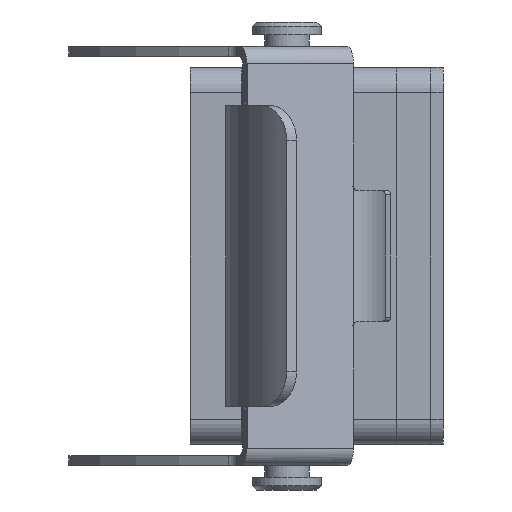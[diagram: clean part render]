
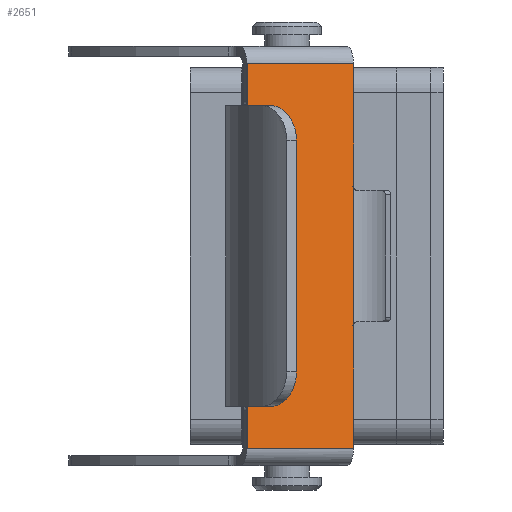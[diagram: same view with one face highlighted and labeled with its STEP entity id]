
A CAD part, left-side view. The second image highlights one B-rep face of the part: STEP entity #2651.
In plain terms, the highlighted planar face has unit normal (-0.918, -0.395, 0).
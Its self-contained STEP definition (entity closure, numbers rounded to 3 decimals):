
#693 = ORIENTED_EDGE ( 'NONE', *, *, #3108, .T. ) ;
#694 = ORIENTED_EDGE ( 'NONE', *, *, #3258, .T. ) ;
#700 = ORIENTED_EDGE ( 'NONE', *, *, #3011, .T. ) ;
#701 = ORIENTED_EDGE ( 'NONE', *, *, #3176, .T. ) ;
#702 = ORIENTED_EDGE ( 'NONE', *, *, #3013, .T. ) ;
#703 = ORIENTED_EDGE ( 'NONE', *, *, #3113, .T. ) ;
#1675 = DIRECTION ( 'NONE',  ( 0.919, 0.395, 0. ) ) ;
#1676 = DIRECTION ( 'NONE',  ( -0.395, 0.919, 0. ) ) ;
#1677 = PLANE ( 'NONE',  #2489 ) ;
#1678 = CARTESIAN_POINT ( 'NONE',  ( 0.889, 21.42, -46.4 ) ) ;
#2069 = VECTOR ( 'NONE', #7650, 1000. ) ;
#2072 = VECTOR ( 'NONE', #7654, 1000. ) ;
#2198 = VECTOR ( 'NONE', #7954, 1000. ) ;
#2205 = VECTOR ( 'NONE', #7964, 1000. ) ;
#2489 = AXIS2_PLACEMENT_3D ( 'NONE', #1678, #1675, #1676 ) ;
#2651 = ADVANCED_FACE ( 'NONE', ( #6180 ), #1677, .F. ) ;
#3011 = EDGE_CURVE ( 'NONE', #9030, #9087, #7137, .T. ) ;
#3013 = EDGE_CURVE ( 'NONE', #8979, #9031, #7139, .T. ) ;
#3108 = EDGE_CURVE ( 'NONE', #8985, #8979, #7147, .T. ) ;
#3113 = EDGE_CURVE ( 'NONE', #9095, #8985, #7198, .T. ) ;
#3176 = EDGE_CURVE ( 'NONE', #9031, #9030, #7227, .T. ) ;
#3258 = EDGE_CURVE ( 'NONE', #9087, #9095, #7282, .T. ) ;
#5819 = EDGE_LOOP ( 'NONE', ( #694, #703, #693, #702, #701, #700 ) ) ;
#6180 = FACE_OUTER_BOUND ( 'NONE', #5819, .T. ) ;
#6296 = VECTOR ( 'NONE', #8132, 1000. ) ;
#6410 = VECTOR ( 'NONE', #8335, 1000. ) ;
#7137 = LINE ( 'NONE', #7649, #2069 ) ;
#7139 = LINE ( 'NONE', #7653, #2072 ) ;
#7147 = LINE ( 'NONE', #7953, #2198 ) ;
#7198 = LINE ( 'NONE', #7963, #2205 ) ;
#7227 = LINE ( 'NONE', #8131, #6296 ) ;
#7282 = LINE ( 'NONE', #8334, #6410 ) ;
#7649 = CARTESIAN_POINT ( 'NONE',  ( 6.249, 8.965, -29.63 ) ) ;
#7650 = DIRECTION ( 'NONE',  ( 0., 0., 1. ) ) ;
#7653 = CARTESIAN_POINT ( 'NONE',  ( 0.889, 21.42, -44.4 ) ) ;
#7654 = DIRECTION ( 'NONE',  ( 0.395, -0.919, 0. ) ) ;
#7953 = CARTESIAN_POINT ( 'NONE',  ( 0.92, 21.348, -39.5 ) ) ;
#7954 = DIRECTION ( 'NONE',  ( 0., 0., -1. ) ) ;
#7963 = CARTESIAN_POINT ( 'NONE',  ( 0.92, 21.348, 0.4 ) ) ;
#7964 = DIRECTION ( 'NONE',  ( -0.395, 0.919, 0. ) ) ;
#8131 = CARTESIAN_POINT ( 'NONE',  ( 6.249, 8.965, -46.4 ) ) ;
#8132 = DIRECTION ( 'NONE',  ( 0., 0., 1. ) ) ;
#8334 = CARTESIAN_POINT ( 'NONE',  ( 6.249, 8.965, -46.4 ) ) ;
#8335 = DIRECTION ( 'NONE',  ( 0., 0., 1. ) ) ;
#8979 = VERTEX_POINT ( 'NONE', #10619 ) ;
#8985 = VERTEX_POINT ( 'NONE', #10625 ) ;
#9030 = VERTEX_POINT ( 'NONE', #10670 ) ;
#9031 = VERTEX_POINT ( 'NONE', #10671 ) ;
#9087 = VERTEX_POINT ( 'NONE', #10727 ) ;
#9095 = VERTEX_POINT ( 'NONE', #10735 ) ;
#10619 = CARTESIAN_POINT ( 'NONE',  ( 0.92, 21.348, -44.4 ) ) ;
#10625 = CARTESIAN_POINT ( 'NONE',  ( 0.92, 21.348, 0.4 ) ) ;
#10670 = CARTESIAN_POINT ( 'NONE',  ( 6.249, 8.965, -30.13 ) ) ;
#10671 = CARTESIAN_POINT ( 'NONE',  ( 6.249, 8.965, -44.4 ) ) ;
#10727 = CARTESIAN_POINT ( 'NONE',  ( 6.249, 8.965, -13.87 ) ) ;
#10735 = CARTESIAN_POINT ( 'NONE',  ( 6.249, 8.965, 0.4 ) ) ;
